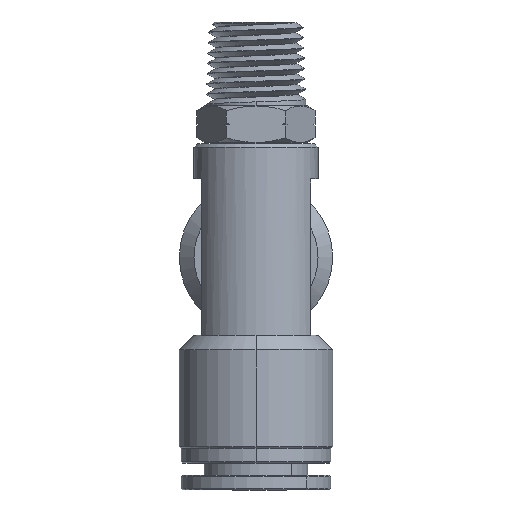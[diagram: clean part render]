
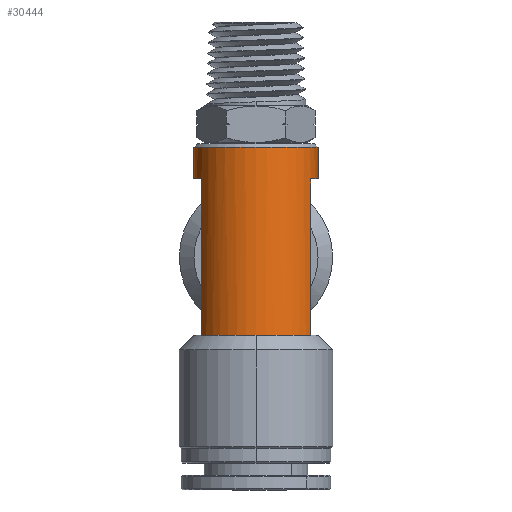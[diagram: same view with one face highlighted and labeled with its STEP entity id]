
A CAD part, front view. The second image highlights one B-rep face of the part: STEP entity #30444.
In plain terms, the highlighted cylindrical face has radius 8.5 mm (diameter 17 mm), a partial arc.
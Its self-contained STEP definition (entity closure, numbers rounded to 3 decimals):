
#1355 = ORIENTED_EDGE ( 'NONE', *, *, #4137, .T. ) ;
#1754 = DIRECTION ( 'NONE',  ( 1., 0., 0. ) ) ;
#2154 = LINE ( 'NONE', #50347, #12800 ) ;
#2532 = DIRECTION ( 'NONE',  ( 1., 0., 0. ) ) ;
#2629 = EDGE_CURVE ( 'NONE', #38944, #26419, #30126, .T. ) ;
#3485 = EDGE_CURVE ( 'NONE', #14731, #51619, #2154, .T. ) ;
#4137 = EDGE_CURVE ( 'NONE', #51619, #22299, #43014, .T. ) ;
#5121 = ORIENTED_EDGE ( 'NONE', *, *, #15936, .T. ) ;
#5168 = CARTESIAN_POINT ( 'NONE',  ( 7.5, -4., -21.4 ) ) ;
#6360 = EDGE_CURVE ( 'NONE', #22299, #38390, #20493, .T. ) ;
#6996 = CARTESIAN_POINT ( 'NONE',  ( 8.5, 0., 0. ) ) ;
#8600 = CARTESIAN_POINT ( 'NONE',  ( -7.5, -4., 0. ) ) ;
#9612 = DIRECTION ( 'NONE',  ( 0., 0., 1. ) ) ;
#12067 = CARTESIAN_POINT ( 'NONE',  ( 0., 0., 4.35 ) ) ;
#12202 = DIRECTION ( 'NONE',  ( 0., 0., 1. ) ) ;
#12800 = VECTOR ( 'NONE', #25787, 1000. ) ;
#13653 = VERTEX_POINT ( 'NONE', #8600 ) ;
#13713 = VECTOR ( 'NONE', #12202, 1000. ) ;
#14069 = DIRECTION ( 'NONE',  ( 0., 0., 1. ) ) ;
#14731 = VERTEX_POINT ( 'NONE', #5168 ) ;
#14941 = CARTESIAN_POINT ( 'NONE',  ( 8.5, 0., -21.4 ) ) ;
#15936 = EDGE_CURVE ( 'NONE', #38390, #26419, #28745, .T. ) ;
#16116 = DIRECTION ( 'NONE',  ( 1., 0., 0. ) ) ;
#16130 = CARTESIAN_POINT ( 'NONE',  ( 8.5, 0., 4.35 ) ) ;
#16875 = FACE_OUTER_BOUND ( 'NONE', #42509, .T. ) ;
#17165 = EDGE_CURVE ( 'NONE', #43218, #14731, #39712, .T. ) ;
#18732 = DIRECTION ( 'NONE',  ( 0., 0., 1. ) ) ;
#20493 = LINE ( 'NONE', #14941, #42014 ) ;
#21577 = CARTESIAN_POINT ( 'NONE',  ( 0., 0., -21.4 ) ) ;
#22171 = AXIS2_PLACEMENT_3D ( 'NONE', #37352, #9612, #1754 ) ;
#22299 = VERTEX_POINT ( 'NONE', #6996 ) ;
#22538 = CYLINDRICAL_SURFACE ( 'NONE', #22171, 8.5 ) ;
#23899 = CARTESIAN_POINT ( 'NONE',  ( 0., 0., 0. ) ) ;
#25659 = DIRECTION ( 'NONE',  ( 1., 0., 0. ) ) ;
#25787 = DIRECTION ( 'NONE',  ( 0., 0., 1. ) ) ;
#26419 = VERTEX_POINT ( 'NONE', #39615 ) ;
#26476 = VECTOR ( 'NONE', #18732, 1000. ) ;
#26581 = AXIS2_PLACEMENT_3D ( 'NONE', #50813, #26604, #2532 ) ;
#26604 = DIRECTION ( 'NONE',  ( 0., 0., 1. ) ) ;
#27945 = DIRECTION ( 'NONE',  ( 1., 0., 0. ) ) ;
#28383 = ORIENTED_EDGE ( 'NONE', *, *, #51325, .T. ) ;
#28745 = CIRCLE ( 'NONE', #34806, 8.5 ) ;
#29200 = CARTESIAN_POINT ( 'NONE',  ( 7.5, -4., 0. ) ) ;
#30126 = LINE ( 'NONE', #36394, #13713 ) ;
#30444 = ADVANCED_FACE ( 'NONE', ( #16875 ), #22538, .T. ) ;
#31117 = CARTESIAN_POINT ( 'NONE',  ( -7.5, -4., -21.4 ) ) ;
#31234 = AXIS2_PLACEMENT_3D ( 'NONE', #38268, #14069, #42345 ) ;
#31830 = AXIS2_PLACEMENT_3D ( 'NONE', #23899, #52155, #27945 ) ;
#33673 = ORIENTED_EDGE ( 'NONE', *, *, #44877, .F. ) ;
#34806 = AXIS2_PLACEMENT_3D ( 'NONE', #12067, #40319, #16116 ) ;
#36394 = CARTESIAN_POINT ( 'NONE',  ( -8.5, 0., -21.4 ) ) ;
#36490 = ORIENTED_EDGE ( 'NONE', *, *, #3485, .T. ) ;
#36748 = CARTESIAN_POINT ( 'NONE',  ( -8.5, 0., 0. ) ) ;
#37352 = CARTESIAN_POINT ( 'NONE',  ( 0., 0., -21.4 ) ) ;
#38268 = CARTESIAN_POINT ( 'NONE',  ( 0., 0., -21.4 ) ) ;
#38343 = EDGE_CURVE ( 'NONE', #38944, #13653, #39023, .T. ) ;
#38390 = VERTEX_POINT ( 'NONE', #16130 ) ;
#38497 = ORIENTED_EDGE ( 'NONE', *, *, #6360, .T. ) ;
#38944 = VERTEX_POINT ( 'NONE', #36748 ) ;
#39023 = CIRCLE ( 'NONE', #31830, 8.5 ) ;
#39473 = ORIENTED_EDGE ( 'NONE', *, *, #2629, .F. ) ;
#39615 = CARTESIAN_POINT ( 'NONE',  ( -8.5, 0., 4.35 ) ) ;
#39712 = CIRCLE ( 'NONE', #49468, 8.5 ) ;
#40319 = DIRECTION ( 'NONE',  ( 0., 0., -1. ) ) ;
#41111 = ORIENTED_EDGE ( 'NONE', *, *, #17165, .T. ) ;
#42014 = VECTOR ( 'NONE', #43205, 1000. ) ;
#42345 = DIRECTION ( 'NONE',  ( 1., 0., 0. ) ) ;
#42509 = EDGE_LOOP ( 'NONE', ( #39473, #49313, #33673, #28383, #41111, #36490, #1355, #38497, #5121 ) ) ;
#43014 = CIRCLE ( 'NONE', #26581, 8.5 ) ;
#43205 = DIRECTION ( 'NONE',  ( 0., 0., 1. ) ) ;
#43218 = VERTEX_POINT ( 'NONE', #47947 ) ;
#44032 = CARTESIAN_POINT ( 'NONE',  ( -7.5, -4., -21.4 ) ) ;
#44877 = EDGE_CURVE ( 'NONE', #49063, #13653, #48019, .T. ) ;
#47947 = CARTESIAN_POINT ( 'NONE',  ( 0., -8.5, -21.4 ) ) ;
#48019 = LINE ( 'NONE', #31117, #26476 ) ;
#49063 = VERTEX_POINT ( 'NONE', #44032 ) ;
#49313 = ORIENTED_EDGE ( 'NONE', *, *, #38343, .T. ) ;
#49468 = AXIS2_PLACEMENT_3D ( 'NONE', #21577, #49871, #25659 ) ;
#49871 = DIRECTION ( 'NONE',  ( 0., 0., 1. ) ) ;
#50058 = CIRCLE ( 'NONE', #31234, 8.5 ) ;
#50347 = CARTESIAN_POINT ( 'NONE',  ( 7.5, -4., -21.4 ) ) ;
#50813 = CARTESIAN_POINT ( 'NONE',  ( 0., 0., 0. ) ) ;
#51325 = EDGE_CURVE ( 'NONE', #49063, #43218, #50058, .T. ) ;
#51619 = VERTEX_POINT ( 'NONE', #29200 ) ;
#52155 = DIRECTION ( 'NONE',  ( 0., 0., 1. ) ) ;
